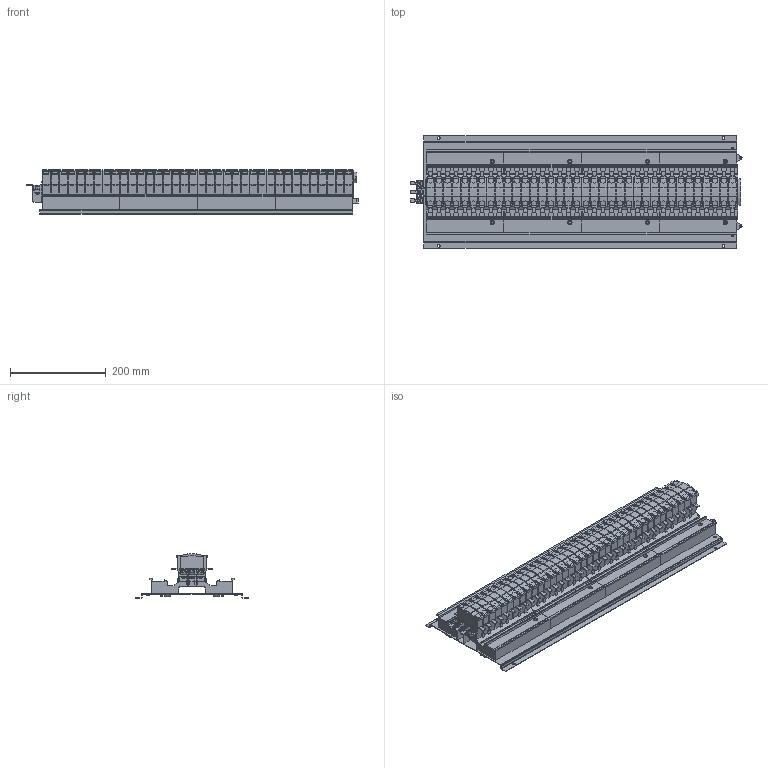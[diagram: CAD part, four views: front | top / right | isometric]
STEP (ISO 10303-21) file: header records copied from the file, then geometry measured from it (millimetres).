
FILE_DESCRIPTION((''),'2;1');
FILE_NAME('SEA9BN24TN_ASM','2018-03-02T',('SESA231899'),('Schneider-Electric'),'PRO/ENGINEER BY PARAMETRIC TECHNOLOGY CORPORATION, 2015440','PRO/ENGINEER BY PARAMETRIC TECHNOLOGY CORPORATION, 2015440','');
FILE_SCHEMA(('CONFIG_CONTROL_DESIGN'));
Length unit declared in the file: millimetre
Products named in the file (9): PRT0005; PRT0001; PRT0002; PRT0002_1; PRT0003; PRT0004_1; PRT0004; PRT0006; SEA9BN24TN_ASM
Assembly tree (27 placements, depth 2):
  SEA9BN24TN_ASM
    PRT0005
    PRT0001  x12
    PRT0002  x3
    PRT0002_1  x4
    PRT0003
    PRT0004_1  x2
    PRT0004  x2
    PRT0006  x2
Bounding box: 692.27 x 235 x 93.04 mm (x, y, z)
Volume: 4789437.1 mm3; surface area: 1013400.7 mm2
Topology: 27 solids, 27 shells, 4981 faces, 13789 edges, 8998 vertices
Faces by surface type: plane 3903, extrusion 654, cylinder 424
Entity records: 24728 total; most frequent: CARTESIAN_POINT 5157, ORIENTED_EDGE 4136, DIRECTION 3727, EDGE_CURVE 2068, VECTOR 1779, LINE 1719, VERTEX_POINT 1346, AXIS2_PLACEMENT_3D 974
